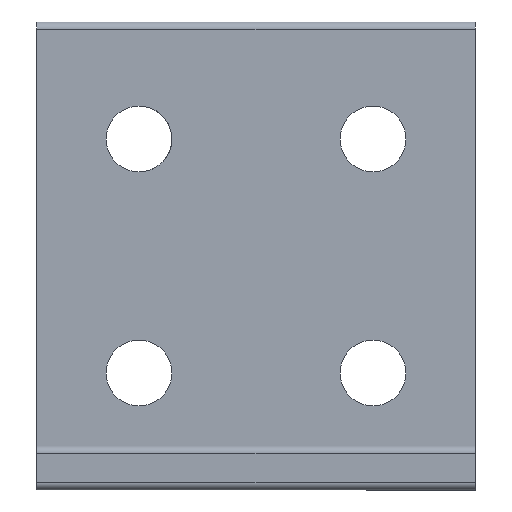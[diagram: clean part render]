
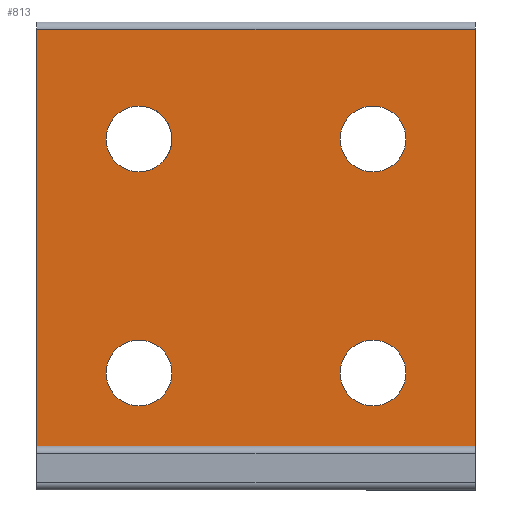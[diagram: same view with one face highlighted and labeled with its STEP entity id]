
A CAD part, front view. The second image highlights one B-rep face of the part: STEP entity #813.
In plain terms, the highlighted planar face has unit normal (0, -1, 0).
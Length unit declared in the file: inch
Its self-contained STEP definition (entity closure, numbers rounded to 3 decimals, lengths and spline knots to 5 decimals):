
#78=CARTESIAN_POINT('',(-0.5,-0.188,0.35938));
#79=VERTEX_POINT('',#78);
#95=CARTESIAN_POINT('',(-0.5,-0.188,0.64063));
#96=VERTEX_POINT('',#95);
#103=CARTESIAN_POINT('',(-0.5,-0.188,0.5));
#104=DIRECTION('',(0.0,1.0,0.0));
#105=DIRECTION('',(0.0,0.0,-1.0));
#106=AXIS2_PLACEMENT_3D('',#103,#104,#105);
#107=CIRCLE('',#106,0.14063);
#108=EDGE_CURVE('',#79,#96,#107,.T.);
#120=CARTESIAN_POINT('',(0.5,-0.188,0.35938));
#121=VERTEX_POINT('',#120);
#137=CARTESIAN_POINT('',(0.5,-0.188,0.64063));
#138=VERTEX_POINT('',#137);
#145=CARTESIAN_POINT('',(0.5,-0.188,0.5));
#146=DIRECTION('',(0.0,1.0,0.0));
#147=DIRECTION('',(0.0,0.0,-1.0));
#148=AXIS2_PLACEMENT_3D('',#145,#146,#147);
#149=CIRCLE('',#148,0.14063);
#150=EDGE_CURVE('',#121,#138,#149,.T.);
#246=CARTESIAN_POINT('',(0.5,-0.188,1.35938));
#247=VERTEX_POINT('',#246);
#263=CARTESIAN_POINT('',(0.5,-0.188,1.64063));
#264=VERTEX_POINT('',#263);
#271=CARTESIAN_POINT('',(0.5,-0.188,1.5));
#272=DIRECTION('',(0.0,1.0,0.0));
#273=DIRECTION('',(0.0,0.0,-1.0));
#274=AXIS2_PLACEMENT_3D('',#271,#272,#273);
#275=CIRCLE('',#274,0.14063);
#276=EDGE_CURVE('',#247,#264,#275,.T.);
#288=CARTESIAN_POINT('',(-0.5,-0.188,1.35938));
#289=VERTEX_POINT('',#288);
#305=CARTESIAN_POINT('',(-0.5,-0.188,1.64063));
#306=VERTEX_POINT('',#305);
#313=CARTESIAN_POINT('',(-0.5,-0.188,1.5));
#314=DIRECTION('',(0.0,1.0,0.0));
#315=DIRECTION('',(0.0,0.0,-1.0));
#316=AXIS2_PLACEMENT_3D('',#313,#314,#315);
#317=CIRCLE('',#316,0.14063);
#318=EDGE_CURVE('',#289,#306,#317,.T.);
#472=CARTESIAN_POINT('',(-0.9375,-0.188,0.188));
#473=VERTEX_POINT('',#472);
#480=CARTESIAN_POINT('',(-0.9375,-0.188,1.96875));
#481=VERTEX_POINT('',#480);
#482=CARTESIAN_POINT('',(-0.9375,-0.188,1.96875));
#483=DIRECTION('',(0.0,0.0,-1.0));
#484=VECTOR('',#483,1.78075);
#485=LINE('',#482,#484);
#486=EDGE_CURVE('',#481,#473,#485,.T.);
#698=CARTESIAN_POINT('',(0.9375,-0.188,1.96875));
#699=VERTEX_POINT('',#698);
#707=CARTESIAN_POINT('',(0.9375,-0.188,0.188));
#708=VERTEX_POINT('',#707);
#709=CARTESIAN_POINT('',(0.9375,-0.188,1.96875));
#710=DIRECTION('',(0.0,0.0,-1.0));
#711=VECTOR('',#710,1.78075);
#712=LINE('',#709,#711);
#713=EDGE_CURVE('',#699,#708,#712,.T.);
#739=CARTESIAN_POINT('',(-0.9375,-0.188,1.96875));
#740=DIRECTION('',(1.0,0.0,0.0));
#741=VECTOR('',#740,1.875);
#742=LINE('',#739,#741);
#743=EDGE_CURVE('',#481,#699,#742,.T.);
#748=CARTESIAN_POINT('',(0.,-0.188,1.906));
#749=DIRECTION('',(0.0,1.0,0.0));
#750=DIRECTION('',(0.0,0.0,1.0));
#751=AXIS2_PLACEMENT_3D('',#748,#749,#750);
#752=PLANE('',#751);
#753=ORIENTED_EDGE('',*,*,#743,.F.);
#754=ORIENTED_EDGE('',*,*,#486,.T.);
#755=CARTESIAN_POINT('',(-0.9375,-0.188,0.188));
#756=DIRECTION('',(1.0,0.0,0.0));
#757=VECTOR('',#756,1.875);
#758=LINE('',#755,#757);
#759=EDGE_CURVE('',#473,#708,#758,.T.);
#760=ORIENTED_EDGE('',*,*,#759,.T.);
#761=ORIENTED_EDGE('',*,*,#713,.F.);
#762=EDGE_LOOP('',(#753,#754,#760,#761));
#763=FACE_OUTER_BOUND('',#762,.T.);
#764=CARTESIAN_POINT('',(-0.5,-0.188,0.5));
#765=DIRECTION('',(0.0,1.0,0.0));
#766=DIRECTION('',(0.0,0.0,-1.0));
#767=AXIS2_PLACEMENT_3D('',#764,#765,#766);
#768=CIRCLE('',#767,0.14063);
#769=EDGE_CURVE('',#96,#79,#768,.T.);
#770=ORIENTED_EDGE('',*,*,#769,.T.);
#771=ORIENTED_EDGE('',*,*,#108,.T.);
#772=EDGE_LOOP('',(#770,#771));
#773=FACE_BOUND('',#772,.T.);
#774=CARTESIAN_POINT('',(0.5,-0.188,0.5));
#775=DIRECTION('',(0.0,1.0,0.0));
#776=DIRECTION('',(0.0,0.0,-1.0));
#777=AXIS2_PLACEMENT_3D('',#774,#775,#776);
#778=CIRCLE('',#777,0.14063);
#779=EDGE_CURVE('',#138,#121,#778,.T.);
#780=ORIENTED_EDGE('',*,*,#779,.T.);
#781=ORIENTED_EDGE('',*,*,#150,.T.);
#782=EDGE_LOOP('',(#780,#781));
#783=FACE_BOUND('',#782,.T.);
#784=CARTESIAN_POINT('',(0.5,-0.188,1.5));
#785=DIRECTION('',(0.0,1.0,0.0));
#786=DIRECTION('',(0.0,0.0,-1.0));
#787=AXIS2_PLACEMENT_3D('',#784,#785,#786);
#788=CIRCLE('',#787,0.14063);
#789=EDGE_CURVE('',#264,#247,#788,.T.);
#790=ORIENTED_EDGE('',*,*,#789,.T.);
#791=ORIENTED_EDGE('',*,*,#276,.T.);
#792=EDGE_LOOP('',(#790,#791));
#793=FACE_BOUND('',#792,.T.);
#794=CARTESIAN_POINT('',(-0.39541,-0.188,1.594));
#795=VERTEX_POINT('',#794);
#796=CARTESIAN_POINT('',(-0.5,-0.188,1.5));
#797=DIRECTION('',(0.0,1.0,0.0));
#798=DIRECTION('',(0.0,0.0,-1.0));
#799=AXIS2_PLACEMENT_3D('',#796,#797,#798);
#800=CIRCLE('',#799,0.14063);
#801=EDGE_CURVE('',#795,#289,#800,.T.);
#802=ORIENTED_EDGE('',*,*,#801,.T.);
#803=ORIENTED_EDGE('',*,*,#318,.T.);
#804=CARTESIAN_POINT('',(-0.5,-0.188,1.5));
#805=DIRECTION('',(0.0,1.0,0.0));
#806=DIRECTION('',(0.0,0.0,-1.0));
#807=AXIS2_PLACEMENT_3D('',#804,#805,#806);
#808=CIRCLE('',#807,0.14063);
#809=EDGE_CURVE('',#306,#795,#808,.T.);
#810=ORIENTED_EDGE('',*,*,#809,.T.);
#811=EDGE_LOOP('',(#802,#803,#810));
#812=FACE_BOUND('',#811,.T.);
#813=ADVANCED_FACE('',(#763,#773,#783,#793,#812),#752,.F.);
